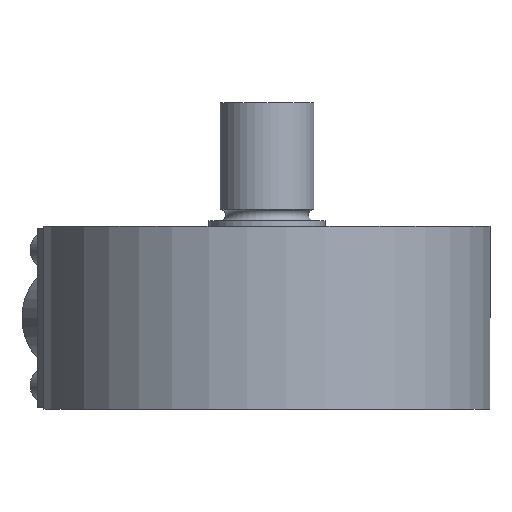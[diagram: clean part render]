
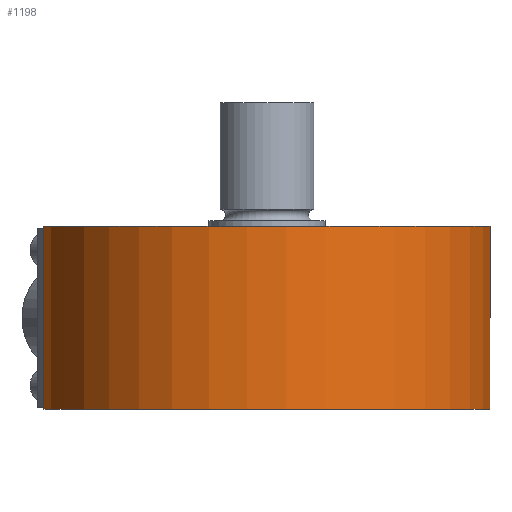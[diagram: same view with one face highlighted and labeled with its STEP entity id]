
A CAD part, left-side view. The second image highlights one B-rep face of the part: STEP entity #1198.
In plain terms, the highlighted cylindrical face has radius 30.163 mm (diameter 60.325 mm), a full revolution.
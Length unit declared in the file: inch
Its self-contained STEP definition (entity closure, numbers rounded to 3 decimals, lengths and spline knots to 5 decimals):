
#1135=CARTESIAN_POINT('',(-0.01498,0.,-0.4025));
#1136=DIRECTION('',(0.0,0.0,-1.0));
#1137=DIRECTION('',(1.0,0.0,0.0));
#1138=AXIS2_PLACEMENT_3D('',#1135,#1136,#1137);
#1139=CYLINDRICAL_SURFACE('',#1138,1.1875);
#1140=CARTESIAN_POINT('',(-1.20248,0.,0.0825));
#1141=VERTEX_POINT('',#1140);
#1142=CARTESIAN_POINT('',(-0.01498,0.,0.0825));
#1143=DIRECTION('',(0.0,0.0,-1.0));
#1144=DIRECTION('',(1.0,0.0,0.0));
#1145=AXIS2_PLACEMENT_3D('',#1142,#1143,#1144);
#1146=CIRCLE('',#1145,1.1875);
#1147=EDGE_CURVE('',#1141,#1141,#1146,.T.);
#1148=ORIENTED_EDGE('',*,*,#1147,.T.);
#1149=EDGE_LOOP('',(#1148));
#1150=FACE_OUTER_BOUND('',#1149,.T.);
#1151=CARTESIAN_POINT('',(-1.13016,-0.40808,-0.8775));
#1152=VERTEX_POINT('',#1151);
#1153=CARTESIAN_POINT('',(-1.13016,-0.40808,0.0725));
#1154=VERTEX_POINT('',#1153);
#1155=CARTESIAN_POINT('',(-1.13016,-0.40808,-0.8775));
#1156=DIRECTION('',(0.0,0.0,1.0));
#1157=VECTOR('',#1156,0.95);
#1158=LINE('',#1155,#1157);
#1159=EDGE_CURVE('',#1152,#1154,#1158,.T.);
#1160=ORIENTED_EDGE('',*,*,#1159,.T.);
#1161=CARTESIAN_POINT('',(-0.42305,-1.11518,0.0725));
#1162=VERTEX_POINT('',#1161);
#1163=CARTESIAN_POINT('',(-0.01498,0.,0.0725));
#1164=DIRECTION('',(0.0,0.0,1.0));
#1165=DIRECTION('',(1.0,0.0,0.0));
#1166=AXIS2_PLACEMENT_3D('',#1163,#1164,#1165);
#1167=CIRCLE('',#1166,1.1875);
#1168=EDGE_CURVE('',#1154,#1162,#1167,.T.);
#1169=ORIENTED_EDGE('',*,*,#1168,.T.);
#1170=CARTESIAN_POINT('',(-0.42305,-1.11518,-0.8775));
#1171=VERTEX_POINT('',#1170);
#1172=CARTESIAN_POINT('',(-0.42305,-1.11518,0.0725));
#1173=DIRECTION('',(0.0,0.0,-1.0));
#1174=VECTOR('',#1173,0.95);
#1175=LINE('',#1172,#1174);
#1176=EDGE_CURVE('',#1162,#1171,#1175,.T.);
#1177=ORIENTED_EDGE('',*,*,#1176,.T.);
#1178=CARTESIAN_POINT('',(-0.01498,0.,-0.8775));
#1179=DIRECTION('',(0.0,0.0,-1.0));
#1180=DIRECTION('',(1.0,0.0,0.0));
#1181=AXIS2_PLACEMENT_3D('',#1178,#1179,#1180);
#1182=CIRCLE('',#1181,1.1875);
#1183=EDGE_CURVE('',#1171,#1152,#1182,.T.);
#1184=ORIENTED_EDGE('',*,*,#1183,.T.);
#1185=EDGE_LOOP('',(#1160,#1169,#1177,#1184));
#1186=FACE_BOUND('',#1185,.T.);
#1187=CARTESIAN_POINT('',(-1.20248,0.,-0.8875));
#1188=VERTEX_POINT('',#1187);
#1189=CARTESIAN_POINT('',(-0.01498,0.,-0.8875));
#1190=DIRECTION('',(0.0,0.0,-1.0));
#1191=DIRECTION('',(1.0,0.0,0.0));
#1192=AXIS2_PLACEMENT_3D('',#1189,#1190,#1191);
#1193=CIRCLE('',#1192,1.1875);
#1194=EDGE_CURVE('',#1188,#1188,#1193,.T.);
#1195=ORIENTED_EDGE('',*,*,#1194,.F.);
#1196=EDGE_LOOP('',(#1195));
#1197=FACE_BOUND('',#1196,.T.);
#1198=ADVANCED_FACE('',(#1150,#1186,#1197),#1139,.T.);
